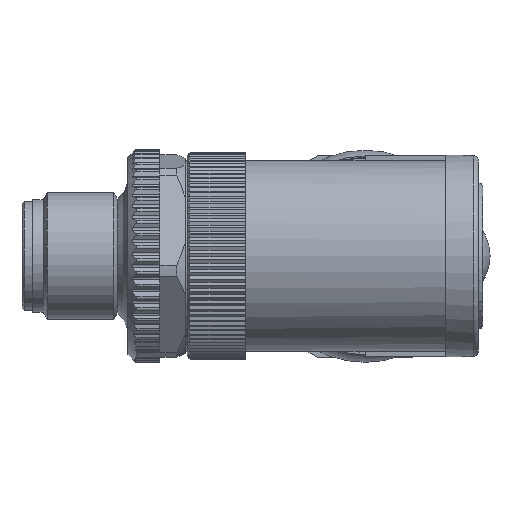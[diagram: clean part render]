
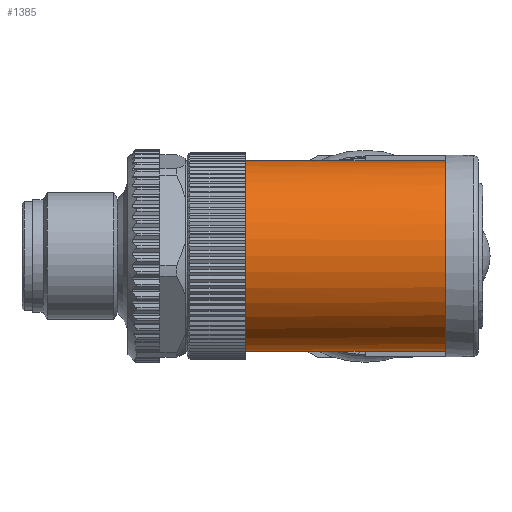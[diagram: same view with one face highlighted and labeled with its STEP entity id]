
A CAD part, top view. The second image highlights one B-rep face of the part: STEP entity #1385.
In plain terms, the highlighted cylindrical face has radius 9 mm (diameter 18 mm), a full revolution.
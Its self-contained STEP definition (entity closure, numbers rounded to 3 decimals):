
#1385=ADVANCED_FACE('',(#4351,#4352),#1839,.T.);
#1839=CYLINDRICAL_SURFACE('',#12855,9.);
#1975=ELLIPSE('',#12847,68.99,9.);
#1976=ELLIPSE('',#12853,68.99,9.);
#2484=LINE('',#19062,#3449);
#2485=LINE('',#19079,#3450);
#3449=VECTOR('',#14981,1.);
#3450=VECTOR('',#14982,1.);
#4110=B_SPLINE_CURVE_WITH_KNOTS('',3,(#19064,#19065,#19066,#19067,#19068,
#19069,#19070,#19071,#19072,#19073,#19074,#19075,#19076,#19077),
 .UNSPECIFIED.,.F.,.F.,(4,2,2,2,2,2,4),(0.,0.125,0.25,0.5,0.75,0.875,1.),
 .UNSPECIFIED.);
#4351=FACE_BOUND('',#4761,.T.);
#4352=FACE_BOUND('',#4762,.T.);
#4761=EDGE_LOOP('',(#6992,#6993,#6994,#6995,#6996,#6997,#6998,#6999));
#4762=EDGE_LOOP('',(#7000));
#6992=ORIENTED_EDGE('',*,*,#10987,.F.);
#6993=ORIENTED_EDGE('',*,*,#10988,.F.);
#6994=ORIENTED_EDGE('',*,*,#10989,.F.);
#6995=ORIENTED_EDGE('',*,*,#10982,.F.);
#6996=ORIENTED_EDGE('',*,*,#10990,.T.);
#6997=ORIENTED_EDGE('',*,*,#10991,.T.);
#6998=ORIENTED_EDGE('',*,*,#10979,.T.);
#6999=ORIENTED_EDGE('',*,*,#10986,.F.);
#7000=ORIENTED_EDGE('',*,*,#10469,.T.);
#9239=VERTEX_POINT('',#17522);
#9449=VERTEX_POINT('',#19047);
#9450=VERTEX_POINT('',#19048);
#9451=VERTEX_POINT('',#19053);
#9452=VERTEX_POINT('',#19054);
#9453=VERTEX_POINT('',#19059);
#9454=VERTEX_POINT('',#19063);
#9455=VERTEX_POINT('',#19078);
#9456=VERTEX_POINT('',#19081);
#10469=EDGE_CURVE('',#9239,#9239,#12099,.T.);
#10979=EDGE_CURVE('',#9449,#9450,#1975,.T.);
#10982=EDGE_CURVE('',#9451,#9452,#12107,.T.);
#10986=EDGE_CURVE('',#9453,#9450,#12108,.T.);
#10987=EDGE_CURVE('',#9454,#9453,#2484,.T.);
#10988=EDGE_CURVE('',#9455,#9454,#4110,.T.);
#10989=EDGE_CURVE('',#9452,#9455,#2485,.T.);
#10990=EDGE_CURVE('',#9451,#9456,#1976,.T.);
#10991=EDGE_CURVE('',#9456,#9449,#12109,.T.);
#12099=CIRCLE('',#12634,9.);
#12107=CIRCLE('',#12849,9.);
#12108=CIRCLE('',#12851,9.);
#12109=CIRCLE('',#12854,9.);
#12634=AXIS2_PLACEMENT_3D('',#17521,#14236,#14237);
#12847=AXIS2_PLACEMENT_3D('',#19046,#14964,#14965);
#12849=AXIS2_PLACEMENT_3D('',#19052,#14970,#14971);
#12851=AXIS2_PLACEMENT_3D('',#19060,#14977,#14978);
#12853=AXIS2_PLACEMENT_3D('',#19080,#14983,#14984);
#12854=AXIS2_PLACEMENT_3D('',#19082,#14985,#14986);
#12855=AXIS2_PLACEMENT_3D('',#19083,#14987,#14988);
#14236=DIRECTION('',(1.,0.,0.));
#14237=DIRECTION('',(0.,0.,-1.));
#14964=DIRECTION('',(-0.13,0.,0.991));
#14965=DIRECTION('',(0.991,0.,0.13));
#14970=DIRECTION('',(1.,0.,0.));
#14971=DIRECTION('',(0.,0.,1.));
#14977=DIRECTION('',(1.,0.,0.));
#14978=DIRECTION('',(0.,0.,1.));
#14981=DIRECTION('',(1.,0.,0.));
#14982=DIRECTION('',(-1.,0.,0.));
#14983=DIRECTION('',(-0.13,0.,0.991));
#14984=DIRECTION('',(0.991,0.,0.13));
#14985=DIRECTION('',(-1.,0.,0.));
#14986=DIRECTION('',(0.,0.,1.));
#14987=DIRECTION('',(1.,0.,0.));
#14988=DIRECTION('',(0.,0.,-1.));
#17521=CARTESIAN_POINT('',(3.1,0.,0.));
#17522=CARTESIAN_POINT('',(3.1,0.,-9.));
#19046=CARTESIAN_POINT('',(18.2,0.,0.));
#19047=CARTESIAN_POINT('',(22.,8.986,0.5));
#19048=CARTESIAN_POINT('',(14.4,8.986,-0.5));
#19052=CARTESIAN_POINT('',(14.4,0.,0.));
#19053=CARTESIAN_POINT('',(14.4,-8.986,-0.5));
#19054=CARTESIAN_POINT('',(14.4,-8.775,-2.));
#19059=CARTESIAN_POINT('',(14.4,8.775,-2.));
#19060=CARTESIAN_POINT('',(14.4,0.,0.));
#19062=CARTESIAN_POINT('',(23.4,8.775,-2.));
#19063=CARTESIAN_POINT('',(11.319,8.775,-2.));
#19064=CARTESIAN_POINT('',(11.319,-8.775,-2.));
#19065=CARTESIAN_POINT('',(10.695,-8.556,-2.962));
#19066=CARTESIAN_POINT('',(9.964,-8.217,-3.783));
#19067=CARTESIAN_POINT('',(8.563,-7.288,-5.359));
#19068=CARTESIAN_POINT('',(7.872,-6.692,-6.096));
#19069=CARTESIAN_POINT('',(6.041,-4.499,-8.035));
#19070=CARTESIAN_POINT('',(5.104,-2.349,-8.996));
#19071=CARTESIAN_POINT('',(5.096,2.319,-9.004));
#19072=CARTESIAN_POINT('',(6.025,4.475,-8.052));
#19073=CARTESIAN_POINT('',(7.865,6.686,-6.105));
#19074=CARTESIAN_POINT('',(8.551,7.279,-5.371));
#19075=CARTESIAN_POINT('',(9.951,8.21,-3.799));
#19076=CARTESIAN_POINT('',(10.696,8.556,-2.96));
#19077=CARTESIAN_POINT('',(11.319,8.775,-2.));
#19078=CARTESIAN_POINT('',(11.319,-8.775,-2.));
#19079=CARTESIAN_POINT('',(23.4,-8.775,-2.));
#19080=CARTESIAN_POINT('',(18.2,0.,0.));
#19081=CARTESIAN_POINT('',(22.,-8.986,0.5));
#19082=CARTESIAN_POINT('',(22.,0.,0.));
#19083=CARTESIAN_POINT('',(0.,0.,0.));
